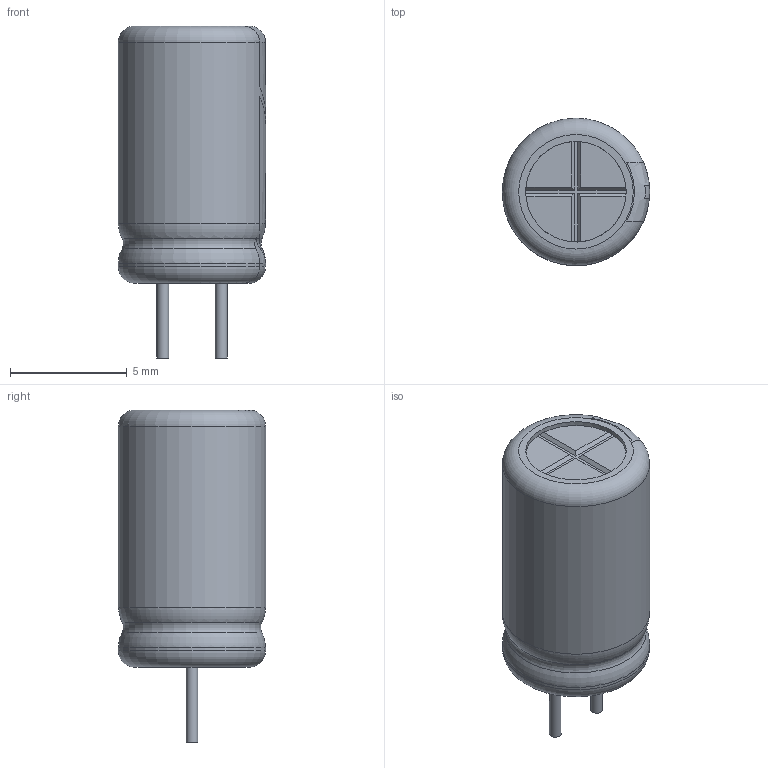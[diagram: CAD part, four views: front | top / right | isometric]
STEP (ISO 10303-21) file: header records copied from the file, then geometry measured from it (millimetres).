
FILE_DESCRIPTION((' '),'2;1');
FILE_NAME( 'CAPPRD250W50D630H1100.stp', '2022-09-09T16:11:33', (' '), ('--- Datakit www.datakit.com---'), ' Datakit CrossCadWare V2022.3 Jun 15 2022', 'DATAKIT 2022 (c)', ' ');
FILE_SCHEMA(('AP242_MANAGED_MODEL_BASED_3D_ENGINEERING_MIM_LF { 1 0 10303 442 1 1 4 }'));
Length unit declared in the file: millimetre
Products named in the file (1): CAPPRD250W50D630H1100
Bounding box: 6.3 x 6.3 x 14.2 mm (x, y, z)
Volume: 192 mm3; surface area: 445.4 mm2
Topology: 1 solids, 2 shells, 83 faces, 219 edges, 143 vertices
Faces by surface type: plane 51, torus 14, cylinder 13, bspline 5
Full cylindrical faces by diameter (mm): 0.5 x2, 4.3 x3, 6.3 x1
Entity records: 3372 total; most frequent: CARTESIAN_POINT 1332, ORIENTED_EDGE 416, DIRECTION 356, EDGE_CURVE 208, VERTEX_POINT 139, AXIS2_PLACEMENT_3D 133, EDGE_LOOP 93, VECTOR 90
